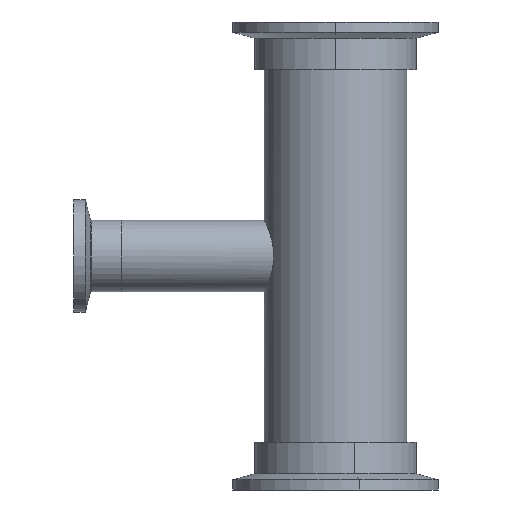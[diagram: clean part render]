
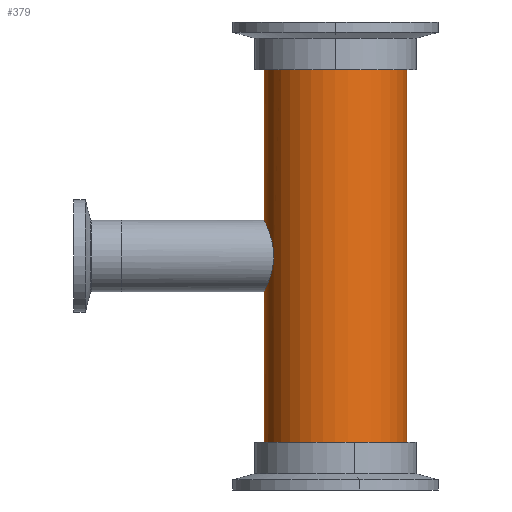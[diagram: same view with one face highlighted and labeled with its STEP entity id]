
A CAD part, front view. The second image highlights one B-rep face of the part: STEP entity #379.
In plain terms, the highlighted cylindrical face has radius 19.05 mm (diameter 38.1 mm), a partial arc.
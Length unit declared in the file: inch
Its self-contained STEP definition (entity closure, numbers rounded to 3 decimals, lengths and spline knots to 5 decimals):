
#11 = CARTESIAN_POINT ( 'NONE',  ( -0.69823, -0.27396, 0.25635 ) ) ;
#15 = CARTESIAN_POINT ( 'NONE',  ( -0.75, 0., 2.25 ) ) ;
#19 = CARTESIAN_POINT ( 'NONE',  ( -0.64951, -0.37501, -0.01212 ) ) ;
#47 = CARTESIAN_POINT ( 'NONE',  ( -0.75, 0., -0.375 ) ) ;
#69 = DIRECTION ( 'NONE',  ( 0., 0., -1. ) ) ;
#122 = CARTESIAN_POINT ( 'NONE',  ( -0.70798, -0.24818, -0.28216 ) ) ;
#123 = EDGE_LOOP ( 'NONE', ( #193, #892, #902, #904, #327, #1582 ) ) ;
#134 = EDGE_CURVE ( 'NONE', #1066, #528, #1185, .T. ) ;
#136 = CARTESIAN_POINT ( 'NONE',  ( -0.71412, -0.22941, 0.29689 ) ) ;
#145 = CARTESIAN_POINT ( 'NONE',  ( -0.65099, -0.37249, 0.04993 ) ) ;
#156 = CARTESIAN_POINT ( 'NONE',  ( -0.68544, -0.30452, -0.21918 ) ) ;
#193 = ORIENTED_EDGE ( 'NONE', *, *, #464, .F. ) ;
#198 = CARTESIAN_POINT ( 'NONE',  ( -0.74876, -0.0496, -0.37254 ) ) ;
#231 = CIRCLE ( 'NONE', #1579, 0.75 ) ;
#252 = DIRECTION ( 'NONE',  ( 0., 0., -1. ) ) ;
#254 = CARTESIAN_POINT ( 'NONE',  ( -0.68857, -0.29738, 0.22877 ) ) ;
#271 = CARTESIAN_POINT ( 'NONE',  ( -0.75, 0., 0.375 ) ) ;
#286 = CARTESIAN_POINT ( 'NONE',  ( -0.67043, -0.33635, -0.16762 ) ) ;
#324 = CARTESIAN_POINT ( 'NONE',  ( -0.75, 0., -0.375 ) ) ;
#327 = ORIENTED_EDGE ( 'NONE', *, *, #633, .T. ) ;
#344 = CARTESIAN_POINT ( 'NONE',  ( -0.75, 0., 2.25 ) ) ;
#368 = EDGE_CURVE ( 'NONE', #1513, #854, #866, .T. ) ;
#379 = ADVANCED_FACE ( 'NONE', ( #385 ), #923, .T. ) ;
#385 = FACE_OUTER_BOUND ( 'NONE', #123, .T. ) ;
#387 = VECTOR ( 'NONE', #543, 39.37008 ) ;
#395 = CARTESIAN_POINT ( 'NONE',  ( -0.73134, -0.16785, 0.33624 ) ) ;
#400 = DIRECTION ( 'NONE',  ( 0., 0., -1. ) ) ;
#410 = CARTESIAN_POINT ( 'NONE',  ( -0.6568, -0.36211, -0.09825 ) ) ;
#420 = CARTESIAN_POINT ( 'NONE',  ( -0.73804, -0.13388, 0.3505 ) ) ;
#464 = EDGE_CURVE ( 'NONE', #854, #1441, #1428, .T. ) ;
#528 = VERTEX_POINT ( 'NONE', #47 ) ;
#539 = CARTESIAN_POINT ( 'NONE',  ( -0.68537, -0.30468, 0.21896 ) ) ;
#543 = DIRECTION ( 'NONE',  ( 0., 0., -1. ) ) ;
#548 = CARTESIAN_POINT ( 'NONE',  ( -0.64987, -0.37439, -0.02477 ) ) ;
#556 = CARTESIAN_POINT ( 'NONE',  ( -0.74361, -0.0984, 0.36207 ) ) ;
#579 = CARTESIAN_POINT ( 'NONE',  ( -0.73143, -0.16746, -0.33642 ) ) ;
#633 = EDGE_CURVE ( 'NONE', #528, #683, #1271, .T. ) ;
#646 = CARTESIAN_POINT ( 'NONE',  ( -0.71431, -0.22959, -0.29751 ) ) ;
#669 = DIRECTION ( 'NONE',  ( 0., 0., 1. ) ) ;
#671 = CARTESIAN_POINT ( 'NONE',  ( -0.64953, -0.37498, 0.02532 ) ) ;
#681 = CARTESIAN_POINT ( 'NONE',  ( -0.68864, -0.29722, -0.22898 ) ) ;
#683 = VERTEX_POINT ( 'NONE', #858 ) ;
#686 = CARTESIAN_POINT ( 'NONE',  ( -0.75, 0., 0.375 ) ) ;
#778 = CARTESIAN_POINT ( 'NONE',  ( -0.69509, -0.2818, -0.24771 ) ) ;
#785 = CARTESIAN_POINT ( 'NONE',  ( -0.74511, -0.08638, 0.36513 ) ) ;
#794 = DIRECTION ( 'NONE',  ( 1., 0., 0. ) ) ;
#797 = CARTESIAN_POINT ( 'NONE',  ( -0.65512, -0.36513, 0.08637 ) ) ;
#806 = CARTESIAN_POINT ( 'NONE',  ( -0.67618, -0.32481, -0.18897 ) ) ;
#845 = CARTESIAN_POINT ( 'NONE',  ( -0.73808, -0.13369, -0.35057 ) ) ;
#854 = VERTEX_POINT ( 'NONE', #1061 ) ;
#858 = CARTESIAN_POINT ( 'NONE',  ( -0.75, 0., -2.25 ) ) ;
#866 = CIRCLE ( 'NONE', #1111, 0.75 ) ;
#892 = ORIENTED_EDGE ( 'NONE', *, *, #368, .F. ) ;
#902 = ORIENTED_EDGE ( 'NONE', *, *, #930, .T. ) ;
#904 = ORIENTED_EDGE ( 'NONE', *, *, #134, .T. ) ;
#915 = DIRECTION ( 'NONE',  ( -1., 0., 0. ) ) ;
#923 = CYLINDRICAL_SURFACE ( 'NONE', #1028, 0.75 ) ;
#930 = EDGE_CURVE ( 'NONE', #1513, #1066, #1189, .T. ) ;
#933 = CARTESIAN_POINT ( 'NONE',  ( -0.66081, -0.35475, 0.1222 ) ) ;
#940 = CARTESIAN_POINT ( 'NONE',  ( -0.66075, -0.35486, -0.12186 ) ) ;
#961 = DIRECTION ( 'NONE',  ( 0., 0., 1. ) ) ;
#977 = CARTESIAN_POINT ( 'NONE',  ( -0.75, 0., 2.25 ) ) ;
#1028 = AXIS2_PLACEMENT_3D ( 'NONE', #1569, #252, #915 ) ;
#1040 = CARTESIAN_POINT ( 'NONE',  ( -0.695, -0.28204, 0.24744 ) ) ;
#1048 = CARTESIAN_POINT ( 'NONE',  ( -0.74873, -0.04997, 0.37248 ) ) ;
#1056 = CARTESIAN_POINT ( 'NONE',  ( -0.6761, -0.32497, 0.1887 ) ) ;
#1059 = CARTESIAN_POINT ( 'NONE',  ( -0.6513, -0.3719, -0.04971 ) ) ;
#1061 = CARTESIAN_POINT ( 'NONE',  ( 0.75, 0., 2.25 ) ) ;
#1064 = CARTESIAN_POINT ( 'NONE',  ( -0.65236, -0.37004, -0.06201 ) ) ;
#1066 = VERTEX_POINT ( 'NONE', #686 ) ;
#1099 = CARTESIAN_POINT ( 'NONE',  ( 0., 0., -2.25 ) ) ;
#1111 = AXIS2_PLACEMENT_3D ( 'NONE', #1461, #669, #794 ) ;
#1169 = CARTESIAN_POINT ( 'NONE',  ( -0.72611, -0.18897, -0.32483 ) ) ;
#1183 = CARTESIAN_POINT ( 'NONE',  ( -0.70466, -0.25697, 0.27338 ) ) ;
#1185 = B_SPLINE_CURVE_WITH_KNOTS ( 'NONE', 3,
 ( #271, #1430, #1048, #785, #556, #1580, #420, #395, #1316, #1335, #136, #1571, #1183, #11, #1040, #254, #539, #1056, #1588, #1326, #933, #1456, #797, #145, #671, #19, #548, #1059, #1064, #1594, #410, #940, #1466, #286, #806, #156, #681, #778, #1303, #122, #646, #1169, #579, #845, #1614, #1644, #1360, #198, #1238, #324 ),
 .UNSPECIFIED., .F., .F.,
 ( 4, 2, 2, 2, 2, 2, 2, 2, 2, 2, 2, 2, 2, 2, 2, 2, 2, 2, 2, 2, 2, 2, 2, 2, 4 ),
 ( 0., 0.00189, 0.00284, 0.00379, 0.00568, 0.00663, 0.00757, 0.00852, 0.00947, 0.01136, 0.01231, 0.01326, 0.01515, 0.0161, 0.01704, 0.01799, 0.01894, 0.02083, 0.02178, 0.02272, 0.02462, 0.02651, 0.02746, 0.02841, 0.0303 ),
 .UNSPECIFIED. ) ;
#1189 = LINE ( 'NONE', #15, #387 ) ;
#1238 = CARTESIAN_POINT ( 'NONE',  ( -0.75, -0.0249, -0.375 ) ) ;
#1251 = VECTOR ( 'NONE', #400, 39.37008 ) ;
#1271 = LINE ( 'NONE', #344, #1493 ) ;
#1303 = CARTESIAN_POINT ( 'NONE',  ( -0.69834, -0.2737, -0.25663 ) ) ;
#1316 = CARTESIAN_POINT ( 'NONE',  ( -0.72604, -0.18925, 0.32466 ) ) ;
#1326 = CARTESIAN_POINT ( 'NONE',  ( -0.66305, -0.35056, 0.13373 ) ) ;
#1335 = CARTESIAN_POINT ( 'NONE',  ( -0.71721, -0.2196, 0.30422 ) ) ;
#1360 = CARTESIAN_POINT ( 'NONE',  ( -0.74511, -0.08637, -0.36513 ) ) ;
#1384 = DIRECTION ( 'NONE',  ( 1., 0., 0. ) ) ;
#1428 = LINE ( 'NONE', #1586, #1251 ) ;
#1430 = CARTESIAN_POINT ( 'NONE',  ( -0.75, -0.02524, 0.375 ) ) ;
#1441 = VERTEX_POINT ( 'NONE', #1616 ) ;
#1456 = CARTESIAN_POINT ( 'NONE',  ( -0.65684, -0.36204, 0.09851 ) ) ;
#1461 = CARTESIAN_POINT ( 'NONE',  ( 0., 0., 2.25 ) ) ;
#1466 = CARTESIAN_POINT ( 'NONE',  ( -0.66302, -0.35062, -0.13357 ) ) ;
#1467 = EDGE_CURVE ( 'NONE', #683, #1441, #231, .T. ) ;
#1493 = VECTOR ( 'NONE', #69, 39.37008 ) ;
#1513 = VERTEX_POINT ( 'NONE', #977 ) ;
#1569 = CARTESIAN_POINT ( 'NONE',  ( 0., 0., 2.25 ) ) ;
#1571 = CARTESIAN_POINT ( 'NONE',  ( -0.70785, -0.24807, 0.28148 ) ) ;
#1579 = AXIS2_PLACEMENT_3D ( 'NONE', #1099, #961, #1384 ) ;
#1580 = CARTESIAN_POINT ( 'NONE',  ( -0.74008, -0.1222, 0.35475 ) ) ;
#1582 = ORIENTED_EDGE ( 'NONE', *, *, #1467, .T. ) ;
#1586 = CARTESIAN_POINT ( 'NONE',  ( 0.75, 0., 2.25 ) ) ;
#1588 = CARTESIAN_POINT ( 'NONE',  ( -0.67039, -0.33643, 0.16742 ) ) ;
#1594 = CARTESIAN_POINT ( 'NONE',  ( -0.65511, -0.36515, -0.08628 ) ) ;
#1614 = CARTESIAN_POINT ( 'NONE',  ( -0.74008, -0.12217, -0.35476 ) ) ;
#1616 = CARTESIAN_POINT ( 'NONE',  ( 0.75, 0., -2.25 ) ) ;
#1644 = CARTESIAN_POINT ( 'NONE',  ( -0.74359, -0.09855, -0.36203 ) ) ;
